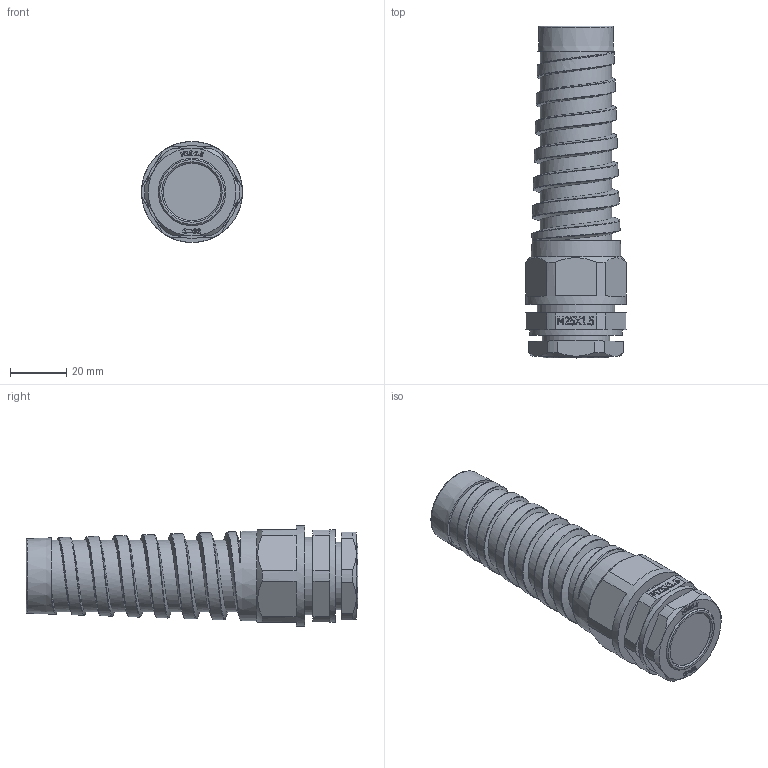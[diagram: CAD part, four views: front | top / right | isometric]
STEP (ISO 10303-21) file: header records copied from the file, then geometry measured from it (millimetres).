
FILE_DESCRIPTION(/* description */ (''),/* implementation_level */ '2;1');
FILE_NAME(/* name */ '',/* time_stamp */ '2025-06-26T11:48:59+07:00',/* author */ ('zeta-86'),/* organization */ (''),/* preprocessor_version */ 'ST-DEVELOPER v19.2',/* originating_system */ 'Autodesk Inventor 2024',/* authorisation */ '');
FILE_SCHEMA (('AUTOMOTIVE_DESIGN { 1 0 10303 214 3 1 1 }'));
Length unit declared in the file: millimetre
Products named in the file (1): ГОФРОМАТИК ВКС-
ПР-M25-18-L10
Bounding box: 35.9 x 118 x 35.9 mm (x, y, z)
Volume: 79275.9 mm3; surface area: 15800.9 mm2
Topology: 1 solids, 1 shells, 370 faces, 1013 edges, 669 vertices
Faces by surface type: plane 204, bspline 116, cylinder 32, cone 16, torus 2
Full cylindrical faces by diameter (mm): 20.4 x1, 24 x2, 25.434 x6, 27.6 x1, 33 x1, 35.9 x1
Entity records: 19779 total; most frequent: CARTESIAN_POINT 10813, ORIENTED_EDGE 2026, DIRECTION 1332, EDGE_CURVE 1013, VERTEX_POINT 669, LINE 624, VECTOR 624, EDGE_LOOP 394
